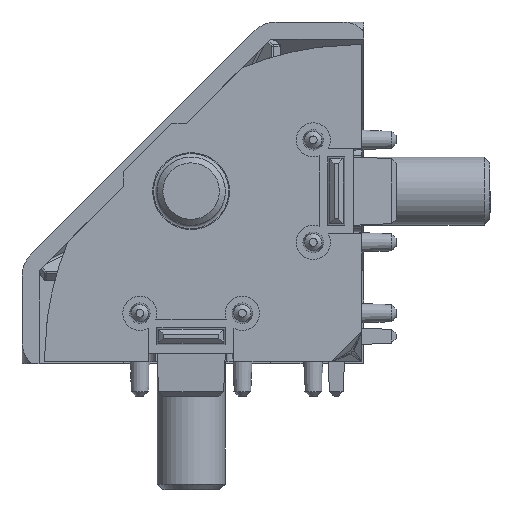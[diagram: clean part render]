
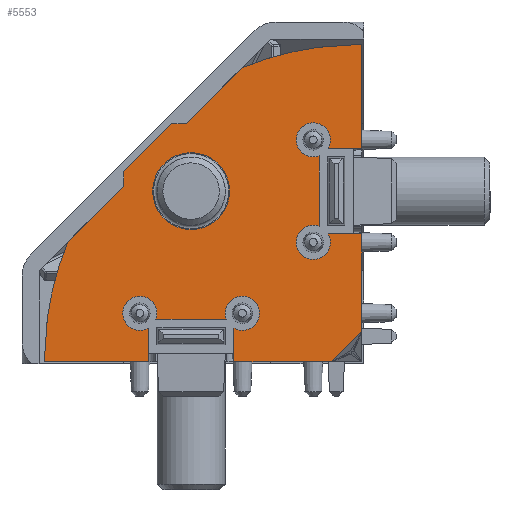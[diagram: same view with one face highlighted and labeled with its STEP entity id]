
A CAD part, left-side view. The second image highlights one B-rep face of the part: STEP entity #5553.
In plain terms, the highlighted face is planar.
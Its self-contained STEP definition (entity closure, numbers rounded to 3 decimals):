
#138=FACE_BOUND('',#864,.T.);
#162=PLANE('',#6137);
#495=FACE_OUTER_BOUND('',#863,.T.);
#863=EDGE_LOOP('',(#4172,#4173,#4174,#4175,#4176,#4177,#4178,#4179,#4180,
#4181,#4182,#4183,#4184,#4185,#4186,#4187,#4188,#4189,#4190,#4191,#4192,
#4193,#4194,#4195));
#864=EDGE_LOOP('',(#4196));
#1223=LINE('',#8584,#1794);
#1286=LINE('',#8749,#1857);
#1290=LINE('',#8754,#1861);
#1296=LINE('',#8766,#1867);
#1300=LINE('',#8772,#1871);
#1311=LINE('',#8788,#1882);
#1312=LINE('',#8789,#1883);
#1313=LINE('',#8790,#1884);
#1314=LINE('',#8791,#1885);
#1315=LINE('',#8793,#1886);
#1316=LINE('',#8795,#1887);
#1317=LINE('',#8797,#1888);
#1318=LINE('',#8799,#1889);
#1319=LINE('',#8800,#1890);
#1320=LINE('',#8801,#1891);
#1321=LINE('',#8802,#1892);
#1322=LINE('',#8803,#1893);
#1323=LINE('',#8804,#1894);
#1794=VECTOR('',#6858,1000.);
#1857=VECTOR('',#6993,1000.);
#1861=VECTOR('',#6997,1000.);
#1867=VECTOR('',#7005,1000.);
#1871=VECTOR('',#7009,1000.);
#1882=VECTOR('',#7022,1000.);
#1883=VECTOR('',#7023,1000.);
#1884=VECTOR('',#7024,1000.);
#1885=VECTOR('',#7025,1000.);
#1886=VECTOR('',#7026,1000.);
#1887=VECTOR('',#7027,1000.);
#1888=VECTOR('',#7028,1000.);
#1889=VECTOR('',#7029,1000.);
#1890=VECTOR('',#7030,1000.);
#1891=VECTOR('',#7031,1000.);
#1892=VECTOR('',#7032,1000.);
#1893=VECTOR('',#7033,1000.);
#1894=VECTOR('',#7034,1000.);
#2353=CIRCLE('',#6044,2.);
#2355=CIRCLE('',#6047,2.);
#2357=CIRCLE('',#6050,2.);
#2359=CIRCLE('',#6053,2.);
#2385=CIRCLE('',#6092,4.5);
#2397=CIRCLE('',#6116,37.2);
#2399=CIRCLE('',#6119,37.2);
#2562=VERTEX_POINT('',#8444);
#2563=VERTEX_POINT('',#8446);
#2566=VERTEX_POINT('',#8453);
#2567=VERTEX_POINT('',#8455);
#2570=VERTEX_POINT('',#8462);
#2571=VERTEX_POINT('',#8464);
#2574=VERTEX_POINT('',#8471);
#2575=VERTEX_POINT('',#8473);
#2609=VERTEX_POINT('',#8563);
#2614=VERTEX_POINT('',#8579);
#2616=VERTEX_POINT('',#8582);
#2650=VERTEX_POINT('',#8676);
#2656=VERTEX_POINT('',#8688);
#2657=VERTEX_POINT('',#8692);
#2659=VERTEX_POINT('',#8695);
#2681=VERTEX_POINT('',#8746);
#2682=VERTEX_POINT('',#8748);
#2683=VERTEX_POINT('',#8752);
#2688=VERTEX_POINT('',#8765);
#2689=VERTEX_POINT('',#8769);
#2690=VERTEX_POINT('',#8771);
#2695=VERTEX_POINT('',#8792);
#2696=VERTEX_POINT('',#8794);
#2697=VERTEX_POINT('',#8796);
#2698=VERTEX_POINT('',#8798);
#3083=EDGE_CURVE('',#2562,#2563,#2353,.T.);
#3087=EDGE_CURVE('',#2566,#2567,#2355,.T.);
#3091=EDGE_CURVE('',#2570,#2571,#2357,.T.);
#3095=EDGE_CURVE('',#2574,#2575,#2359,.T.);
#3139=EDGE_CURVE('',#2609,#2609,#2385,.T.);
#3148=EDGE_CURVE('',#2616,#2614,#1223,.T.);
#3205=EDGE_CURVE('',#2650,#2656,#2397,.T.);
#3207=EDGE_CURVE('',#2659,#2657,#2399,.T.);
#3235=EDGE_CURVE('',#2682,#2681,#1286,.T.);
#3239=EDGE_CURVE('',#2616,#2683,#1290,.T.);
#3245=EDGE_CURVE('',#2688,#2614,#1296,.T.);
#3249=EDGE_CURVE('',#2690,#2689,#1300,.T.);
#3260=EDGE_CURVE('',#2567,#2683,#1311,.T.);
#3261=EDGE_CURVE('',#2563,#2566,#1312,.T.);
#3262=EDGE_CURVE('',#2562,#2682,#1313,.T.);
#3263=EDGE_CURVE('',#2650,#2681,#1314,.T.);
#3264=EDGE_CURVE('',#2695,#2656,#1315,.T.);
#3265=EDGE_CURVE('',#2696,#2695,#1316,.T.);
#3266=EDGE_CURVE('',#2697,#2696,#1317,.T.);
#3267=EDGE_CURVE('',#2698,#2697,#1318,.T.);
#3268=EDGE_CURVE('',#2659,#2698,#1319,.T.);
#3269=EDGE_CURVE('',#2690,#2657,#1320,.T.);
#3270=EDGE_CURVE('',#2575,#2689,#1321,.T.);
#3271=EDGE_CURVE('',#2571,#2574,#1322,.T.);
#3272=EDGE_CURVE('',#2688,#2570,#1323,.T.);
#4172=ORIENTED_EDGE('',*,*,#3148,.F.);
#4173=ORIENTED_EDGE('',*,*,#3239,.T.);
#4174=ORIENTED_EDGE('',*,*,#3260,.F.);
#4175=ORIENTED_EDGE('',*,*,#3087,.F.);
#4176=ORIENTED_EDGE('',*,*,#3261,.F.);
#4177=ORIENTED_EDGE('',*,*,#3083,.F.);
#4178=ORIENTED_EDGE('',*,*,#3262,.T.);
#4179=ORIENTED_EDGE('',*,*,#3235,.T.);
#4180=ORIENTED_EDGE('',*,*,#3263,.F.);
#4181=ORIENTED_EDGE('',*,*,#3205,.T.);
#4182=ORIENTED_EDGE('',*,*,#3264,.F.);
#4183=ORIENTED_EDGE('',*,*,#3265,.F.);
#4184=ORIENTED_EDGE('',*,*,#3266,.F.);
#4185=ORIENTED_EDGE('',*,*,#3267,.F.);
#4186=ORIENTED_EDGE('',*,*,#3268,.F.);
#4187=ORIENTED_EDGE('',*,*,#3207,.T.);
#4188=ORIENTED_EDGE('',*,*,#3269,.F.);
#4189=ORIENTED_EDGE('',*,*,#3249,.T.);
#4190=ORIENTED_EDGE('',*,*,#3270,.F.);
#4191=ORIENTED_EDGE('',*,*,#3095,.F.);
#4192=ORIENTED_EDGE('',*,*,#3271,.F.);
#4193=ORIENTED_EDGE('',*,*,#3091,.F.);
#4194=ORIENTED_EDGE('',*,*,#3272,.F.);
#4195=ORIENTED_EDGE('',*,*,#3245,.T.);
#4196=ORIENTED_EDGE('',*,*,#3139,.F.);
#5553=ADVANCED_FACE('',(#495,#138),#162,.T.);
#6044=AXIS2_PLACEMENT_3D('',#8447,#6718,#6719);
#6047=AXIS2_PLACEMENT_3D('',#8456,#6726,#6727);
#6050=AXIS2_PLACEMENT_3D('',#8465,#6734,#6735);
#6053=AXIS2_PLACEMENT_3D('',#8474,#6742,#6743);
#6092=AXIS2_PLACEMENT_3D('',#8565,#6838,#6839);
#6116=AXIS2_PLACEMENT_3D('',#8690,#6940,#6941);
#6119=AXIS2_PLACEMENT_3D('',#8696,#6946,#6947);
#6137=AXIS2_PLACEMENT_3D('',#8787,#7020,#7021);
#6718=DIRECTION('center_axis',(0.,0.,1.));
#6719=DIRECTION('ref_axis',(1.,0.,0.));
#6726=DIRECTION('center_axis',(0.,0.,1.));
#6727=DIRECTION('ref_axis',(1.,0.,0.));
#6734=DIRECTION('center_axis',(0.,0.,1.));
#6735=DIRECTION('ref_axis',(1.,0.,0.));
#6742=DIRECTION('center_axis',(0.,0.,1.));
#6743=DIRECTION('ref_axis',(1.,0.,0.));
#6838=DIRECTION('center_axis',(0.,0.,1.));
#6839=DIRECTION('ref_axis',(1.,0.,0.));
#6858=DIRECTION('',(-0.707,0.707,0.));
#6940=DIRECTION('center_axis',(0.,0.,1.));
#6941=DIRECTION('ref_axis',(1.,0.,0.));
#6946=DIRECTION('center_axis',(0.,0.,1.));
#6947=DIRECTION('ref_axis',(1.,0.,0.));
#6993=DIRECTION('',(1.,0.,0.));
#6997=DIRECTION('',(1.,0.,0.));
#7005=DIRECTION('',(0.,-1.,0.));
#7009=DIRECTION('',(0.,-1.,0.));
#7020=DIRECTION('center_axis',(0.,0.,1.));
#7021=DIRECTION('ref_axis',(1.,0.,0.));
#7022=DIRECTION('',(0.,-1.,0.));
#7023=DIRECTION('',(-1.,0.,0.));
#7024=DIRECTION('',(0.,-1.,0.));
#7025=DIRECTION('',(0.07,-0.998,0.));
#7026=DIRECTION('',(0.707,-0.707,0.));
#7027=DIRECTION('',(0.,-1.,0.));
#7028=DIRECTION('',(0.707,-0.707,0.));
#7029=DIRECTION('',(1.,0.,0.));
#7030=DIRECTION('',(0.707,-0.707,0.));
#7031=DIRECTION('',(0.998,-0.07,0.));
#7032=DIRECTION('',(-1.,0.,0.));
#7033=DIRECTION('',(0.,1.,0.));
#7034=DIRECTION('',(1.,0.,0.));
#8444=CARTESIAN_POINT('',(25.,3.968,0.));
#8446=CARTESIAN_POINT('',(24.127,5.,0.));
#8447=CARTESIAN_POINT('Origin',(26.,5.7,0.));
#8453=CARTESIAN_POINT('',(15.873,5.,0.));
#8455=CARTESIAN_POINT('',(15.,3.968,0.));
#8456=CARTESIAN_POINT('Origin',(14.,5.7,0.));
#8462=CARTESIAN_POINT('',(3.968,15.,0.));
#8464=CARTESIAN_POINT('',(5.,15.873,0.));
#8465=CARTESIAN_POINT('Origin',(5.7,14.,0.));
#8471=CARTESIAN_POINT('',(5.,24.127,0.));
#8473=CARTESIAN_POINT('',(3.968,25.,0.));
#8474=CARTESIAN_POINT('Origin',(5.7,26.,0.));
#8563=CARTESIAN_POINT('',(15.5,20.,0.));
#8565=CARTESIAN_POINT('Origin',(20.,20.,0.));
#8579=CARTESIAN_POINT('',(0.,3.536,0.));
#8582=CARTESIAN_POINT('',(3.536,0.,0.));
#8584=CARTESIAN_POINT('',(3.536,0.,0.));
#8676=CARTESIAN_POINT('',(36.838,5.177,0.));
#8688=CARTESIAN_POINT('',(34.451,14.034,0.));
#8690=CARTESIAN_POINT('Origin',(0.,0.,0.));
#8692=CARTESIAN_POINT('',(5.177,36.838,0.));
#8695=CARTESIAN_POINT('',(14.034,34.451,0.));
#8696=CARTESIAN_POINT('Origin',(0.,0.,0.));
#8746=CARTESIAN_POINT('',(37.2,0.,0.));
#8748=CARTESIAN_POINT('',(25.,0.,0.));
#8749=CARTESIAN_POINT('',(0.,0.,0.));
#8752=CARTESIAN_POINT('',(15.,0.,0.));
#8754=CARTESIAN_POINT('',(0.,0.,0.));
#8765=CARTESIAN_POINT('',(0.,15.,0.));
#8766=CARTESIAN_POINT('',(0.,37.2,0.));
#8769=CARTESIAN_POINT('',(0.,25.,0.));
#8771=CARTESIAN_POINT('',(0.,37.2,0.));
#8772=CARTESIAN_POINT('',(0.,37.2,0.));
#8787=CARTESIAN_POINT('Origin',(0.,0.,0.));
#8788=CARTESIAN_POINT('',(15.,1.,0.));
#8789=CARTESIAN_POINT('',(15.873,5.,0.));
#8790=CARTESIAN_POINT('',(25.,1.,0.));
#8791=CARTESIAN_POINT('',(37.2,0.,0.));
#8792=CARTESIAN_POINT('',(27.92,20.566,0.));
#8793=CARTESIAN_POINT('',(27.92,20.566,0.));
#8794=CARTESIAN_POINT('',(27.92,22.263,0.));
#8795=CARTESIAN_POINT('',(27.92,22.263,0.));
#8796=CARTESIAN_POINT('',(22.263,27.92,0.));
#8797=CARTESIAN_POINT('',(22.263,27.92,0.));
#8798=CARTESIAN_POINT('',(20.566,27.92,0.));
#8799=CARTESIAN_POINT('',(22.263,27.92,0.));
#8800=CARTESIAN_POINT('',(14.248,34.238,0.));
#8801=CARTESIAN_POINT('',(0.,37.2,0.));
#8802=CARTESIAN_POINT('',(0.,25.,0.));
#8803=CARTESIAN_POINT('',(5.,24.127,0.));
#8804=CARTESIAN_POINT('',(0.,15.,0.));
